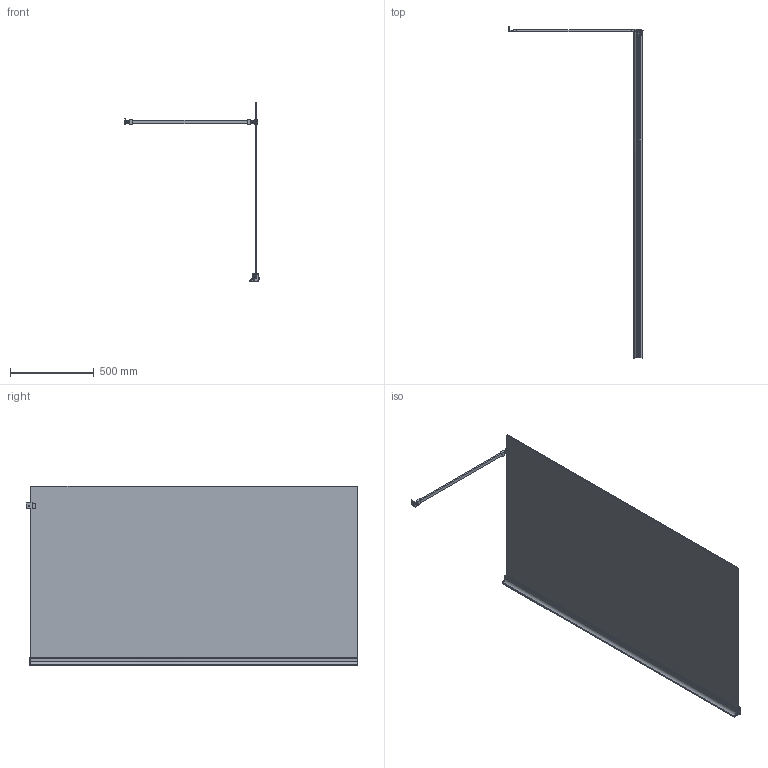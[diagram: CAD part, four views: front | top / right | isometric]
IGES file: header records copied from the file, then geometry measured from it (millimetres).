
Start section: SolidWorks IGES file using analytic representation for surfaces
Global section: file name: s2914.mb4.IGS; native system: SolidWorks 2019; preprocessor: SolidWorks 2019; author: adam.jones; date: 201111.091934; units: millimetre
Bounding box: 799.33 x 1977.44 x 1070.04 mm (x, y, z)
Surface area: 5791350.3 mm2 (no closed solid volume)
Topology: 0 solids, 0 shells, 338 faces, 3080 edges, 3072 vertices
Faces by surface type: bspline 295, revolution 43
